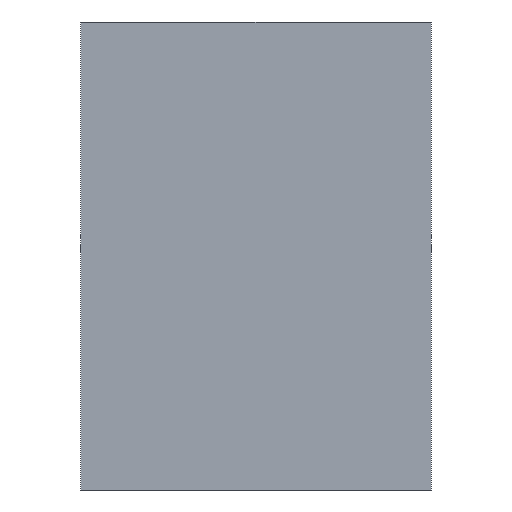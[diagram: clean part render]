
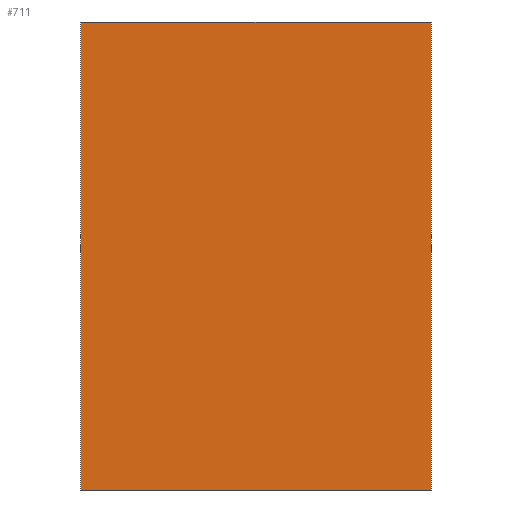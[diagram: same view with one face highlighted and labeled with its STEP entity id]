
A CAD part, front view. The second image highlights one B-rep face of the part: STEP entity #711.
In plain terms, the highlighted planar face has unit normal (0, -1, 0).
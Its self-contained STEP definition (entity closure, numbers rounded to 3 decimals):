
#8 = VECTOR ( 'NONE', #751, 1000. ) ;
#93 = EDGE_CURVE ( 'NONE', #166, #656, #215, .T. ) ;
#139 = EDGE_CURVE ( 'NONE', #1523, #166, #498, .T. ) ;
#166 = VERTEX_POINT ( 'NONE', #1454 ) ;
#183 = DIRECTION ( 'NONE',  ( 0., -1., 0. ) ) ;
#215 = LINE ( 'NONE', #582, #1213 ) ;
#220 = ORIENTED_EDGE ( 'NONE', *, *, #619, .F. ) ;
#250 = DIRECTION ( 'NONE',  ( 1., 0., 0. ) ) ;
#311 = CARTESIAN_POINT ( 'NONE',  ( 5.5, -0.5, -7.35 ) ) ;
#323 = LINE ( 'NONE', #1176, #454 ) ;
#404 = ORIENTED_EDGE ( 'NONE', *, *, #1306, .F. ) ;
#454 = VECTOR ( 'NONE', #812, 1000. ) ;
#498 = LINE ( 'NONE', #1350, #8 ) ;
#582 = CARTESIAN_POINT ( 'NONE',  ( -5.5, -0.5, 7.35 ) ) ;
#604 = CARTESIAN_POINT ( 'NONE',  ( 5.5, -0.5, 7.35 ) ) ;
#619 = EDGE_CURVE ( 'NONE', #656, #1449, #1244, .T. ) ;
#656 = VERTEX_POINT ( 'NONE', #987 ) ;
#671 = PLANE ( 'NONE',  #1238 ) ;
#672 = ORIENTED_EDGE ( 'NONE', *, *, #139, .F. ) ;
#711 = ADVANCED_FACE ( 'NONE', ( #806 ), #671, .T. ) ;
#751 = DIRECTION ( 'NONE',  ( -1., 0., 0. ) ) ;
#806 = FACE_OUTER_BOUND ( 'NONE', #1316, .T. ) ;
#812 = DIRECTION ( 'NONE',  ( 0., 0., -1. ) ) ;
#902 = DIRECTION ( 'NONE',  ( 0., 0., -1. ) ) ;
#937 = DIRECTION ( 'NONE',  ( 0., 0., 1. ) ) ;
#987 = CARTESIAN_POINT ( 'NONE',  ( -5.5, -0.5, 7.35 ) ) ;
#1145 = ORIENTED_EDGE ( 'NONE', *, *, #93, .F. ) ;
#1176 = CARTESIAN_POINT ( 'NONE',  ( 5.5, -0.5, 7.35 ) ) ;
#1213 = VECTOR ( 'NONE', #937, 1000. ) ;
#1238 = AXIS2_PLACEMENT_3D ( 'NONE', #311, #183, #902 ) ;
#1244 = LINE ( 'NONE', #1459, #1314 ) ;
#1306 = EDGE_CURVE ( 'NONE', #1449, #1523, #323, .T. ) ;
#1314 = VECTOR ( 'NONE', #250, 1000. ) ;
#1316 = EDGE_LOOP ( 'NONE', ( #404, #220, #1145, #672 ) ) ;
#1350 = CARTESIAN_POINT ( 'NONE',  ( -5.5, -0.5, -7.35 ) ) ;
#1392 = CARTESIAN_POINT ( 'NONE',  ( 5.5, -0.5, -7.35 ) ) ;
#1449 = VERTEX_POINT ( 'NONE', #604 ) ;
#1454 = CARTESIAN_POINT ( 'NONE',  ( -5.5, -0.5, -7.35 ) ) ;
#1459 = CARTESIAN_POINT ( 'NONE',  ( -5.5, -0.5, 7.35 ) ) ;
#1523 = VERTEX_POINT ( 'NONE', #1392 ) ;
